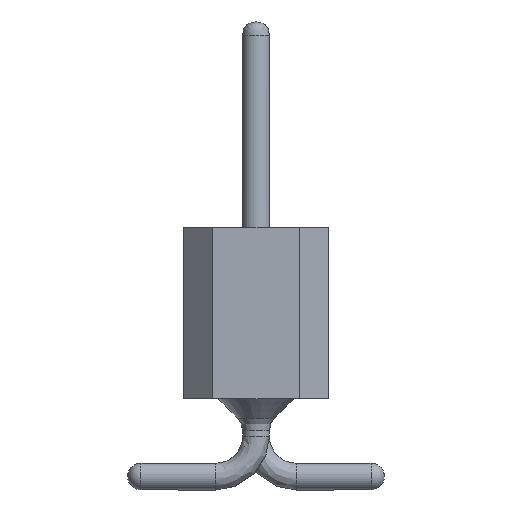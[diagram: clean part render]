
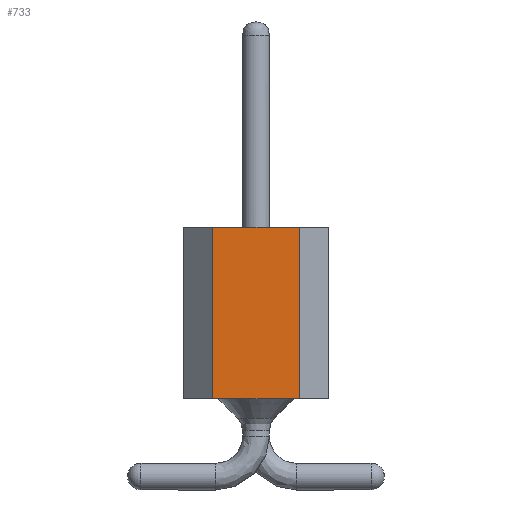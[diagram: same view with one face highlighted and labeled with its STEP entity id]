
A CAD part, left-side view. The second image highlights one B-rep face of the part: STEP entity #733.
In plain terms, the highlighted planar face has unit normal (-1, 0, 0).
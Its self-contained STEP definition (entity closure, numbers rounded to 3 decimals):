
#327=CARTESIAN_POINT('',(-5.08,-0.76,3.));
#328=VERTEX_POINT('',#327);
#335=CARTESIAN_POINT('',(-5.08,-0.76,0.));
#336=VERTEX_POINT('',#335);
#337=CARTESIAN_POINT('',(-5.08,-0.76,3.));
#338=DIRECTION('',(0.,0.,-1.));
#339=VECTOR('',#338,3.);
#340=LINE('',#337,#339);
#341=EDGE_CURVE('',#328,#336,#340,.T.);
#703=CARTESIAN_POINT('',(-5.08,0.,1.5));
#704=DIRECTION('',(0.,-1.,0.));
#705=DIRECTION('',(-1.,0.,0.));
#706=AXIS2_PLACEMENT_3D('',#703,#705,#704);
#707=PLANE('',#706);
#708=ORIENTED_EDGE('',*,*,#341,.F.);
#709=CARTESIAN_POINT('',(-5.08,0.76,3.));
#710=VERTEX_POINT('',#709);
#711=CARTESIAN_POINT('',(-5.08,-0.76,3.));
#712=DIRECTION('',(0.,1.,0.));
#713=VECTOR('',#712,1.52);
#714=LINE('',#711,#713);
#715=EDGE_CURVE('',#328,#710,#714,.T.);
#716=ORIENTED_EDGE('',*,*,#715,.T.);
#717=CARTESIAN_POINT('',(-5.08,0.76,0.));
#718=VERTEX_POINT('',#717);
#719=CARTESIAN_POINT('',(-5.08,0.76,3.));
#720=DIRECTION('',(0.,0.,-1.));
#721=VECTOR('',#720,3.);
#722=LINE('',#719,#721);
#723=EDGE_CURVE('',#710,#718,#722,.T.);
#724=ORIENTED_EDGE('',*,*,#723,.T.);
#725=CARTESIAN_POINT('',(-5.08,0.76,0.));
#726=DIRECTION('',(0.,-1.,0.));
#727=VECTOR('',#726,1.52);
#728=LINE('',#725,#727);
#729=EDGE_CURVE('',#718,#336,#728,.T.);
#730=ORIENTED_EDGE('',*,*,#729,.T.);
#731=EDGE_LOOP('',(#708,#716,#724,#730));
#732=FACE_OUTER_BOUND('',#731,.T.);
#733=ADVANCED_FACE('',(#732),#707,.T.);
